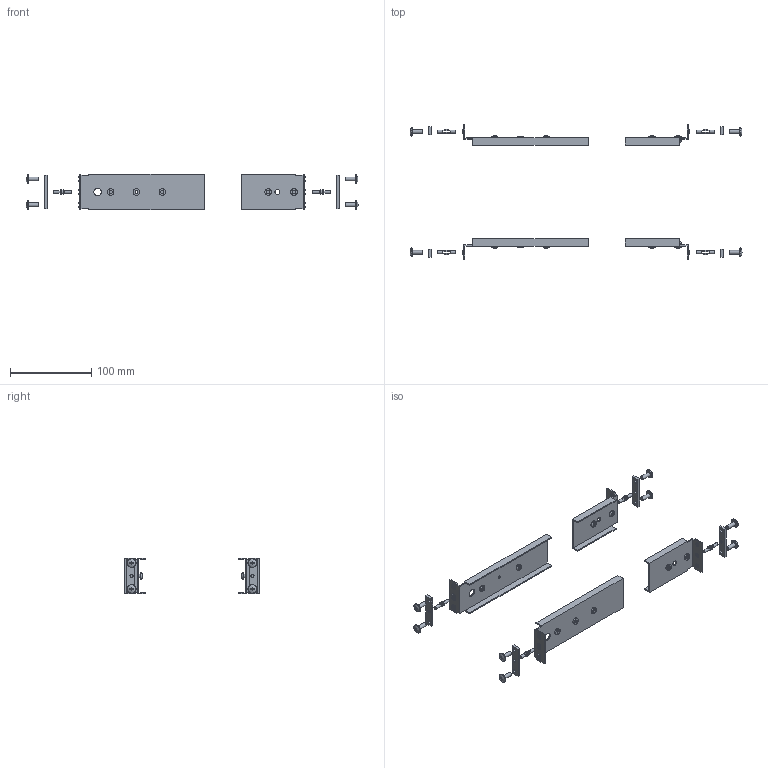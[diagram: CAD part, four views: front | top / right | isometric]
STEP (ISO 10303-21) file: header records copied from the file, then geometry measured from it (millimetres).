
FILE_DESCRIPTION((''),'2;1');
FILE_NAME('DZ63374-4 Internet Version (a).stp','2007-09-26T15:35:51',('mbignel'),(''),'Autodesk Inventor 11','Autodesk Inventor 11','');
FILE_SCHEMA(('AUTOMOTIVE_DESIGN { 1 0 10303 214 1 1 1 1 }'));
Length unit declared in the file: millimetre
Products named in the file (7): DZ63374-4 Internet Version (a); 4000-0572-CE Front Mounting Bracket Internet Version (a); 4000-0573-CE Rear Mounting Bracket Internet Version (a); 4100-0107-CE 3-Bar Nut Internet Version (a); 2336-3050-YE Locator Pin Internet Version (a); 2400-3204-CE #8-32 Machine Screw Internet Version (a); 2400-3193-CE #10-32 Machine Screw Internet Version (a)
Assembly tree (28 placements, depth 2):
  DZ63374-4 Internet Version (a)
    4000-0572-CE Front Mounting Bracket Internet Version (a)  x2
    4000-0573-CE Rear Mounting Bracket Internet Version (a)  x2
    4100-0107-CE 3-Bar Nut Internet Version (a)  x4
    2336-3050-YE Locator Pin Internet Version (a)  x4
    2400-3204-CE #8-32 Machine Screw Internet Version (a)  x8
    2400-3193-CE #10-32 Machine Screw Internet Version (a)  x8
Bounding box: 408.53 x 165.44 x 44.2 mm (x, y, z)
Volume: 52824.9 mm3; surface area: 72964.8 mm2
Topology: 28 solids, 28 shells, 518 faces, 1314 edges, 878 vertices
Faces by surface type: plane 310, cylinder 74, cone 52, bspline 42, torus 32, sphere 8
Full cylindrical faces by diameter (mm): 3.8 x8, 4 x8, 4.7 x8, 5.41 x12, 6.25 x2, 7.9 x10, 8 x8, 9.5 x2
Entity records: 5093 total; most frequent: CARTESIAN_POINT 1387, DIRECTION 714, ORIENTED_EDGE 680, EDGE_CURVE 340, AXIS2_PLACEMENT_3D 269, VERTEX_POINT 244, EDGE_LOOP 222, VECTOR 176
